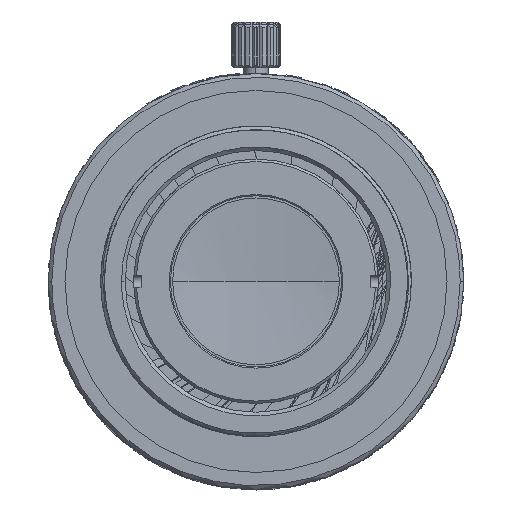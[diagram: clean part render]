
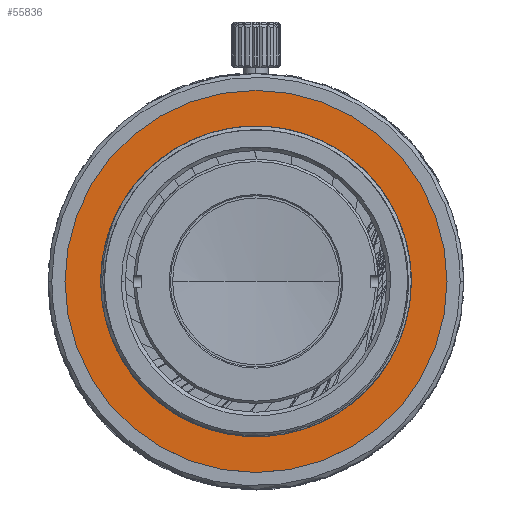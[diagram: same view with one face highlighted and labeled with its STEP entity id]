
A CAD part, top view. The second image highlights one B-rep face of the part: STEP entity #55836.
In plain terms, the highlighted planar face has unit normal (0, 0, 1).
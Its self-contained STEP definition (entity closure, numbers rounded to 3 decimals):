
#1559 = PLANE ( 'NONE',  #46797 ) ;
#1832 = AXIS2_PLACEMENT_3D ( 'NONE', #7924, #40557, #40256 ) ;
#5980 = CARTESIAN_POINT ( 'NONE',  ( 23.128, 23.126, 2.297 ) ) ;
#6678 = CARTESIAN_POINT ( 'NONE',  ( 35.328, 23.126, 2.297 ) ) ;
#7924 = CARTESIAN_POINT ( 'NONE',  ( 23.128, 23.126, 2.297 ) ) ;
#8466 = ORIENTED_EDGE ( 'NONE', *, *, #28716, .T. ) ;
#10034 = CARTESIAN_POINT ( 'NONE',  ( 38.752, 23.126, 2.297 ) ) ;
#10422 = DIRECTION ( 'NONE',  ( 0., 0., 1. ) ) ;
#10908 = DIRECTION ( 'NONE',  ( 1., 0., 0. ) ) ;
#11892 = CIRCLE ( 'NONE', #27351, 15.624 ) ;
#13666 = EDGE_LOOP ( 'NONE', ( #8466, #53675 ) ) ;
#15191 = VERTEX_POINT ( 'NONE', #6678 ) ;
#15941 = DIRECTION ( 'NONE',  ( 0., 0., 1. ) ) ;
#16547 = VERTEX_POINT ( 'NONE', #22006 ) ;
#17005 = VERTEX_POINT ( 'NONE', #34578 ) ;
#18225 = DIRECTION ( 'NONE',  ( 1., 0., 0. ) ) ;
#22006 = CARTESIAN_POINT ( 'NONE',  ( 7.504, 23.126, 2.297 ) ) ;
#23904 = FACE_BOUND ( 'NONE', #50158, .T. ) ;
#27351 = AXIS2_PLACEMENT_3D ( 'NONE', #45752, #30621, #18225 ) ;
#28716 = EDGE_CURVE ( 'NONE', #16547, #37210, #11892, .T. ) ;
#29737 = DIRECTION ( 'NONE',  ( 1., 0., 0. ) ) ;
#30621 = DIRECTION ( 'NONE',  ( 0., 0., 1. ) ) ;
#30826 = AXIS2_PLACEMENT_3D ( 'NONE', #33680, #10422, #29737 ) ;
#33680 = CARTESIAN_POINT ( 'NONE',  ( 23.128, 23.126, 2.297 ) ) ;
#34578 = CARTESIAN_POINT ( 'NONE',  ( 10.928, 23.126, 2.297 ) ) ;
#35691 = ORIENTED_EDGE ( 'NONE', *, *, #44764, .F. ) ;
#36762 = ORIENTED_EDGE ( 'NONE', *, *, #46462, .F. ) ;
#37210 = VERTEX_POINT ( 'NONE', #10034 ) ;
#40199 = CIRCLE ( 'NONE', #52798, 12.2 ) ;
#40256 = DIRECTION ( 'NONE',  ( 1., 0., 0. ) ) ;
#40557 = DIRECTION ( 'NONE',  ( 0., 0., 1. ) ) ;
#41425 = CIRCLE ( 'NONE', #1832, 15.624 ) ;
#41528 = EDGE_CURVE ( 'NONE', #37210, #16547, #41425, .T. ) ;
#42368 = CARTESIAN_POINT ( 'NONE',  ( 23.128, 23.126, 2.297 ) ) ;
#44764 = EDGE_CURVE ( 'NONE', #15191, #17005, #56946, .T. ) ;
#45752 = CARTESIAN_POINT ( 'NONE',  ( 23.128, 23.126, 2.297 ) ) ;
#46462 = EDGE_CURVE ( 'NONE', #17005, #15191, #40199, .T. ) ;
#46797 = AXIS2_PLACEMENT_3D ( 'NONE', #42368, #47818, #10908 ) ;
#47818 = DIRECTION ( 'NONE',  ( 0., 0., 1. ) ) ;
#50158 = EDGE_LOOP ( 'NONE', ( #35691, #36762 ) ) ;
#52671 = FACE_OUTER_BOUND ( 'NONE', #13666, .T. ) ;
#52798 = AXIS2_PLACEMENT_3D ( 'NONE', #5980, #15941, #56799 ) ;
#53675 = ORIENTED_EDGE ( 'NONE', *, *, #41528, .T. ) ;
#55836 = ADVANCED_FACE ( 'NONE', ( #23904, #52671 ), #1559, .T. ) ;
#56799 = DIRECTION ( 'NONE',  ( 1., 0., 0. ) ) ;
#56946 = CIRCLE ( 'NONE', #30826, 12.2 ) ;
